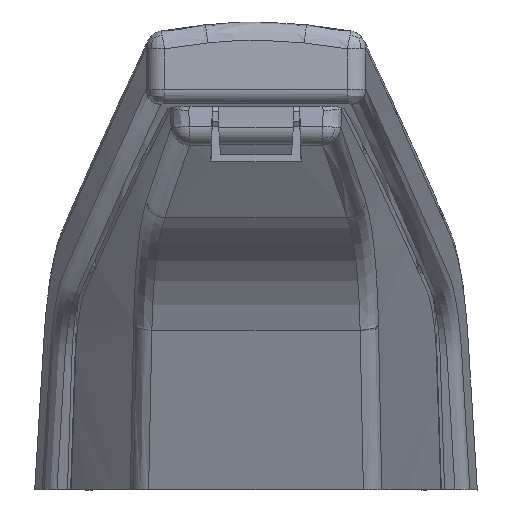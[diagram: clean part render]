
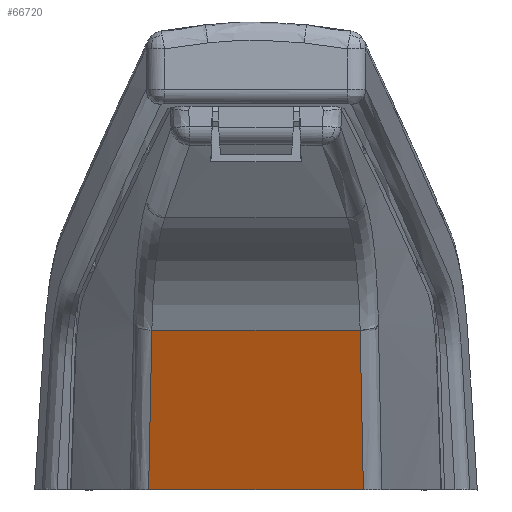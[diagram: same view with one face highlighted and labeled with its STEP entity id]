
A CAD part, front view. The second image highlights one B-rep face of the part: STEP entity #66720.
In plain terms, the highlighted planar face has unit normal (0, -0.94, -0.342).
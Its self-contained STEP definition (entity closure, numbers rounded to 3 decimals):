
#12490=CARTESIAN_POINT('',(49.184,-52.542,
-72.361));
#12500=VERTEX_POINT('',#12490);
#12530=CARTESIAN_POINT('',(55.,-52.542,-72.361));
#12540=DIRECTION('',(1.,0.,0.));
#12550=VECTOR('',#12540,1.);
#12560=LINE('',#12530,#12550);
#12570=CARTESIAN_POINT('',(60.815,-52.542,
-72.361));
#12580=VERTEX_POINT('',#12570);
#12590=EDGE_CURVE('',#12500,#12580,#12560,.T.);
#65460=CARTESIAN_POINT('',(66.,-55.694,-63.702));
#65470=DIRECTION('',(-1.,0.,0.));
#65480=VECTOR('',#65470,1.);
#65490=LINE('',#65460,#65480);
#65500=CARTESIAN_POINT('',(60.64,-55.694,
-63.702));
#65510=VERTEX_POINT('',#65500);
#65520=CARTESIAN_POINT('',(49.36,-55.694,
-63.702));
#65530=VERTEX_POINT('',#65520);
#65540=EDGE_CURVE('',#65510,#65530,#65490,.T.);
#66410=CARTESIAN_POINT('',(55.,-53.544,
-69.609));
#66420=DIRECTION('',(-0.,0.94,0.342));
#66430=DIRECTION('',(0.,-0.342,0.94));
#66440=AXIS2_PLACEMENT_3D('',#66410,#66420,#66430);
#66450=PLANE('',#66440);
#66460=ORIENTED_EDGE('',*,*,#12590,.T.);
#66470=CARTESIAN_POINT('',(49.36,-55.694,
-63.702));
#66480=CARTESIAN_POINT('',(49.359,-55.679,
-63.743));
#66490=CARTESIAN_POINT('',(49.358,-55.664,
-63.784));
#66500=CARTESIAN_POINT('',(49.331,-55.136,
-65.233));
#66510=CARTESIAN_POINT('',(49.303,-54.624,
-66.64));
#66520=CARTESIAN_POINT('',(49.239,-53.475,
-69.799));
#66530=CARTESIAN_POINT('',(49.202,-52.837,
-71.549));
#66540=CARTESIAN_POINT('',(49.164,-52.2,
-73.3));
#66550=B_SPLINE_CURVE_WITH_KNOTS('',3,(#66470,#66480,#66490,#66500,
#66510,#66520,#66530,#66540),.UNSPECIFIED.,.F.,.F.,(4,2,2,4),(0.,
0.131,4.625,10.215),.UNSPECIFIED.);
#66560=EDGE_CURVE('',#65530,#12500,#66550,.T.);
#66570=ORIENTED_EDGE('',*,*,#66560,.T.);
#66580=ORIENTED_EDGE('',*,*,#65540,.T.);
#66590=CARTESIAN_POINT('',(60.836,-52.2,
-73.3));
#66600=CARTESIAN_POINT('',(60.798,-52.837,
-71.549));
#66610=CARTESIAN_POINT('',(60.761,-53.475,
-69.799));
#66620=CARTESIAN_POINT('',(60.697,-54.624,
-66.64));
#66630=CARTESIAN_POINT('',(60.669,-55.136,
-65.233));
#66640=CARTESIAN_POINT('',(60.642,-55.664,
-63.784));
#66650=CARTESIAN_POINT('',(60.641,-55.679,
-63.743));
#66660=CARTESIAN_POINT('',(60.64,-55.694,
-63.702));
#66670=B_SPLINE_CURVE_WITH_KNOTS('',3,(#66590,#66600,#66610,#66620,
#66630,#66640,#66650,#66660),.UNSPECIFIED.,.F.,.F.,(4,2,2,4),(
49.081,54.671,59.165,59.296),
.UNSPECIFIED.);
#66680=EDGE_CURVE('',#12580,#65510,#66670,.T.);
#66690=ORIENTED_EDGE('',*,*,#66680,.T.);
#66700=EDGE_LOOP('',(#66690,#66580,#66570,#66460));
#66710=FACE_OUTER_BOUND('',#66700,.T.);
#66720=ADVANCED_FACE('',(#66710),#66450,.F.);
